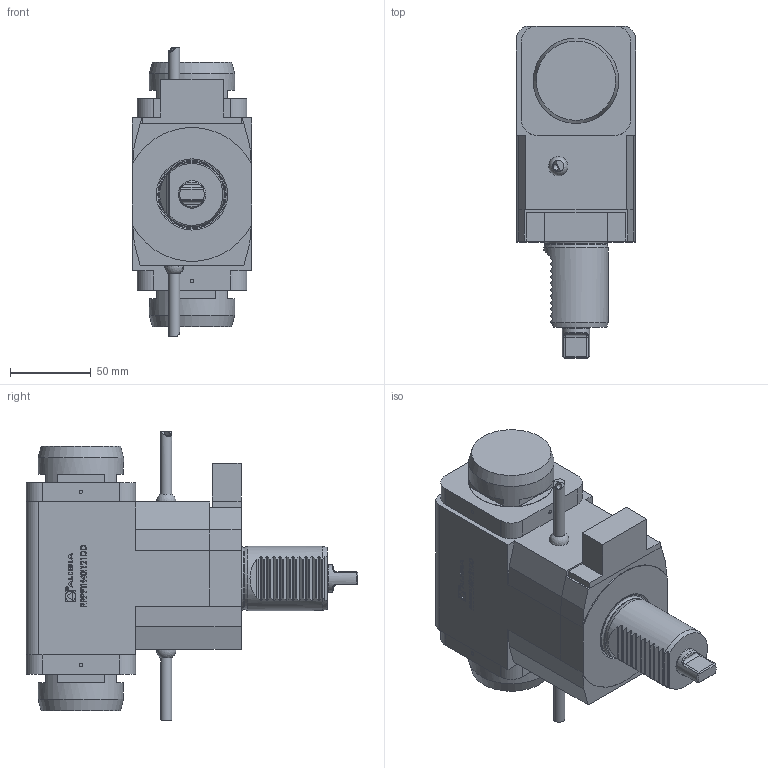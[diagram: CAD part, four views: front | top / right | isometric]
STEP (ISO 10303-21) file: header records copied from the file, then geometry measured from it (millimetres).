
FILE_DESCRIPTION (( 'STEP AP214' ), '1' );
FILE_NAME ('RRPPTH40I121DD.STEP', '2025-03-17T16:16:39', ( '' ), ( '' ), 'SwSTEP 2.0', 'SolidWorks 2023', '' );
FILE_SCHEMA (( 'AUTOMOTIVE_DESIGN' ));
Length unit declared in the file: millimetre
Products named in the file (1): RRPPTH40I121DD
Bounding box: 74 x 206 x 180 mm (x, y, z)
Volume: 1193391.1 mm3; surface area: 85152.6 mm2
Topology: 1 solids, 2 shells, 499 faces, 1287 edges, 854 vertices
Faces by surface type: plane 347, cylinder 72, bspline 60, cone 15, torus 3, sphere 2
Full cylindrical faces by diameter (mm): 1.7 x1, 2.1 x1, 4 x2, 5 x1, 6.366 x1, 7 x2, 16.98 x1, 17 x2, 38.7 x1, 40 x1, 53 x2
Entity records: 22391 total; most frequent: CARTESIAN_POINT 7842, ORIENTED_EDGE 2480, DIRECTION 2043, EDGE_CURVE 1240, VECTOR 873, LINE 873, VERTEX_POINT 836, EDGE_LOOP 590
